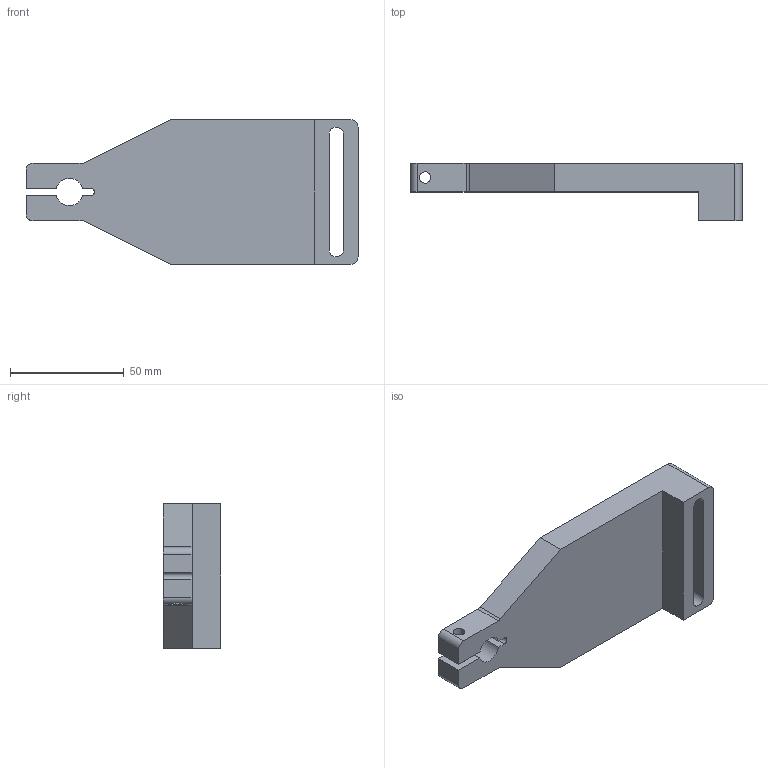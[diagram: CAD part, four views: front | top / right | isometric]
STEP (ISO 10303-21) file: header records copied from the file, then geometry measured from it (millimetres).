
FILE_DESCRIPTION(/* description */ ('STEP AP242','CAx-IF Rec.Pracs.---Representation and Presentation of Product Manufacturing Information (PMI)---4.0---2014-10-13','CAx-IF Rec.Pracs.---3D Tessellated Geometry---0.4---2014-09-14','2;1'),/* implementation_level */ '2;1');
FILE_NAME(/* name */ '679830e4232be458bec539ca',/* time_stamp */ '2025-01-28T01:20:36Z',/* author */ (''),/* organization */ (''),/* preprocessor_version */ 'ST-DEVELOPER v20',/* originating_system */ 'ONSHAPE BY PTC INC, 1.192',/* authorisation */ ' ');
FILE_SCHEMA (('AP242_MANAGED_MODEL_BASED_3D_ENGINEERING_MIM_LF { 1 0 10303 442 1 1 4 }'));
Length unit declared in the file: metre
Products named in the file (1): DTM2407IA2263R1-A4-M1
Bounding box: 146.05 x 25.4 x 63.5 mm (x, y, z)
Volume: 99276.2 mm3; surface area: 25369.9 mm2
Topology: 1 solids, 1 shells, 34 faces, 97 edges, 65 vertices
Faces by surface type: plane 20, cylinder 14
Full cylindrical faces by diameter (mm): 5 x1, 6.6 x1, 11.25 x1
Entity records: 1124 total; most frequent: CARTESIAN_POINT 198, DIRECTION 189, ORIENTED_EDGE 184, EDGE_CURVE 92, VERTEX_POINT 63, LINE 63, VECTOR 63, AXIS2_PLACEMENT_3D 63
